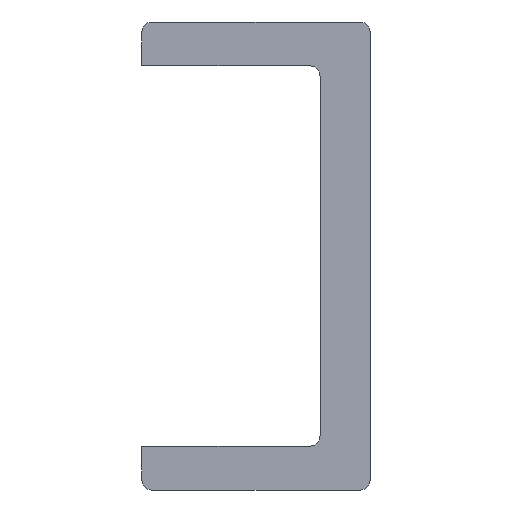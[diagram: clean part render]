
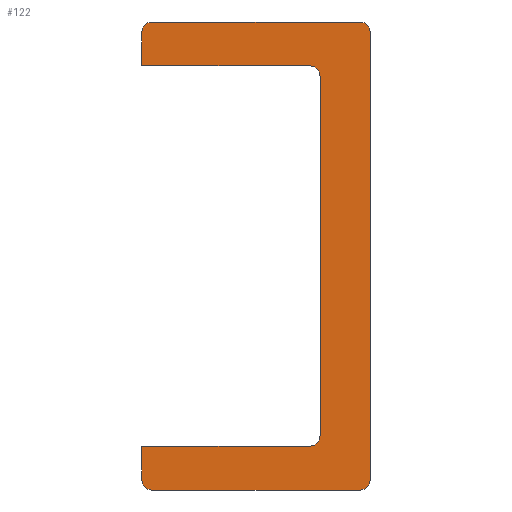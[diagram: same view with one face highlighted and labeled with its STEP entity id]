
A CAD part, front view. The second image highlights one B-rep face of the part: STEP entity #122.
In plain terms, the highlighted planar face has unit normal (0, -1, 0).
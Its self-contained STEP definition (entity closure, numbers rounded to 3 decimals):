
#122 = ADVANCED_FACE( '', ( #348 ), #349, .F. );
#348 = FACE_OUTER_BOUND( '', #653, .T. );
#349 = PLANE( '', #654 );
#653 = EDGE_LOOP( '', ( #1009, #1010, #1011, #1012, #1013, #1014, #1015, #1016, #1017, #1018, #1019, #1020, #1021, #1022 ) );
#654 = AXIS2_PLACEMENT_3D( '', #1023, #1024, #1025 );
#1009 = ORIENTED_EDGE( '', *, *, #1382, .F. );
#1010 = ORIENTED_EDGE( '', *, *, #1442, .T. );
#1011 = ORIENTED_EDGE( '', *, *, #1443, .F. );
#1012 = ORIENTED_EDGE( '', *, *, #1444, .T. );
#1013 = ORIENTED_EDGE( '', *, *, #1445, .F. );
#1014 = ORIENTED_EDGE( '', *, *, #1446, .F. );
#1015 = ORIENTED_EDGE( '', *, *, #1427, .F. );
#1016 = ORIENTED_EDGE( '', *, *, #1415, .F. );
#1017 = ORIENTED_EDGE( '', *, *, #1447, .F. );
#1018 = ORIENTED_EDGE( '', *, *, #1448, .F. );
#1019 = ORIENTED_EDGE( '', *, *, #1390, .F. );
#1020 = ORIENTED_EDGE( '', *, *, #1449, .T. );
#1021 = ORIENTED_EDGE( '', *, *, #1450, .F. );
#1022 = ORIENTED_EDGE( '', *, *, #1451, .T. );
#1023 = CARTESIAN_POINT( '', ( -10.5, 0., 21.5 ) );
#1024 = DIRECTION( '', ( 0., 1., 0. ) );
#1025 = DIRECTION( '', ( 0., 0., 1. ) );
#1382 = EDGE_CURVE( '', #1600, #1602, #1603, .T. );
#1390 = EDGE_CURVE( '', #1614, #1616, #1617, .T. );
#1415 = EDGE_CURVE( '', #1663, #1664, #1665, .T. );
#1427 = EDGE_CURVE( '', #1664, #1682, #1683, .T. );
#1442 = EDGE_CURVE( '', #1600, #1706, #1707, .F. );
#1443 = EDGE_CURVE( '', #1708, #1706, #1709, .T. );
#1444 = EDGE_CURVE( '', #1708, #1710, #1711, .F. );
#1445 = EDGE_CURVE( '', #1712, #1710, #1713, .T. );
#1446 = EDGE_CURVE( '', #1682, #1712, #1714, .T. );
#1447 = EDGE_CURVE( '', #1715, #1663, #1716, .T. );
#1448 = EDGE_CURVE( '', #1616, #1715, #1717, .T. );
#1449 = EDGE_CURVE( '', #1614, #1718, #1719, .F. );
#1450 = EDGE_CURVE( '', #1720, #1718, #1721, .T. );
#1451 = EDGE_CURVE( '', #1720, #1602, #1722, .F. );
#1600 = VERTEX_POINT( '', #1887 );
#1602 = VERTEX_POINT( '', #1890 );
#1603 = LINE( '', #1891, #1892 );
#1614 = VERTEX_POINT( '', #1905 );
#1616 = VERTEX_POINT( '', #1908 );
#1617 = LINE( '', #1909, #1910 );
#1663 = VERTEX_POINT( '', #1957 );
#1664 = VERTEX_POINT( '', #1958 );
#1665 = LINE( '', #1959, #1960 );
#1682 = VERTEX_POINT( '', #1980 );
#1683 = CIRCLE( '', #1981, 1. );
#1706 = VERTEX_POINT( '', #2010 );
#1707 = CIRCLE( '', #2011, 0.9 );
#1708 = VERTEX_POINT( '', #2012 );
#1709 = LINE( '', #2013, #2014 );
#1710 = VERTEX_POINT( '', #2015 );
#1711 = CIRCLE( '', #2016, 0.9 );
#1712 = VERTEX_POINT( '', #2017 );
#1713 = LINE( '', #2018, #2019 );
#1714 = LINE( '', #2020, #2021 );
#1715 = VERTEX_POINT( '', #2022 );
#1716 = CIRCLE( '', #2023, 1. );
#1717 = LINE( '', #2024, #2025 );
#1718 = VERTEX_POINT( '', #2026 );
#1719 = CIRCLE( '', #2027, 0.9 );
#1720 = VERTEX_POINT( '', #2028 );
#1721 = LINE( '', #2029, #2030 );
#1722 = CIRCLE( '', #2031, 0.9 );
#1887 = CARTESIAN_POINT( '', ( 10.5, 0., 20.6 ) );
#1890 = CARTESIAN_POINT( '', ( 10.5, 0., -20.6 ) );
#1891 = CARTESIAN_POINT( '', ( 10.5, 0., 21.5 ) );
#1892 = VECTOR( '', #2229, 1000. );
#1905 = CARTESIAN_POINT( '', ( -10.5, 0., -20.6 ) );
#1908 = CARTESIAN_POINT( '', ( -10.5, 0., -17.5 ) );
#1909 = CARTESIAN_POINT( '', ( -10.5, 0., -21.5 ) );
#1910 = VECTOR( '', #2239, 1000. );
#1957 = CARTESIAN_POINT( '', ( 5.9, 0., -16.5 ) );
#1958 = CARTESIAN_POINT( '', ( 5.9, 0., 16.5 ) );
#1959 = CARTESIAN_POINT( '', ( 5.9, 0., 16.5 ) );
#1960 = VECTOR( '', #2304, 1000. );
#1980 = CARTESIAN_POINT( '', ( 4.9, 0., 17.5 ) );
#1981 = AXIS2_PLACEMENT_3D( '', #2317, #2318, #2319 );
#2010 = CARTESIAN_POINT( '', ( 9.6, 0., 21.5 ) );
#2011 = AXIS2_PLACEMENT_3D( '', #2344, #2345, #2346 );
#2012 = CARTESIAN_POINT( '', ( -9.6, 0., 21.5 ) );
#2013 = CARTESIAN_POINT( '', ( -10.5, 0., 21.5 ) );
#2014 = VECTOR( '', #2347, 1000. );
#2015 = CARTESIAN_POINT( '', ( -10.5, 0., 20.6 ) );
#2016 = AXIS2_PLACEMENT_3D( '', #2348, #2349, #2350 );
#2017 = CARTESIAN_POINT( '', ( -10.5, 0., 17.5 ) );
#2018 = CARTESIAN_POINT( '', ( -10.5, 0., -21.5 ) );
#2019 = VECTOR( '', #2351, 1000. );
#2020 = CARTESIAN_POINT( '', ( 4.9, 0., 17.5 ) );
#2021 = VECTOR( '', #2352, 1000. );
#2022 = CARTESIAN_POINT( '', ( 4.9, 0., -17.5 ) );
#2023 = AXIS2_PLACEMENT_3D( '', #2353, #2354, #2355 );
#2024 = CARTESIAN_POINT( '', ( 4.9, 0., -17.5 ) );
#2025 = VECTOR( '', #2356, 1000. );
#2026 = CARTESIAN_POINT( '', ( -9.6, 0., -21.5 ) );
#2027 = AXIS2_PLACEMENT_3D( '', #2357, #2358, #2359 );
#2028 = CARTESIAN_POINT( '', ( 9.6, 0., -21.5 ) );
#2029 = CARTESIAN_POINT( '', ( 10.5, 0., -21.5 ) );
#2030 = VECTOR( '', #2360, 1000. );
#2031 = AXIS2_PLACEMENT_3D( '', #2361, #2362, #2363 );
#2229 = DIRECTION( '', ( 0., 0., -1. ) );
#2239 = DIRECTION( '', ( 0., 0., 1. ) );
#2304 = DIRECTION( '', ( 0., 0., 1. ) );
#2317 = CARTESIAN_POINT( '', ( 4.9, 0., 16.5 ) );
#2318 = DIRECTION( '', ( 0., -1., 0. ) );
#2319 = DIRECTION( '', ( -1., 0., 0. ) );
#2344 = CARTESIAN_POINT( '', ( 9.6, 0., 20.6 ) );
#2345 = DIRECTION( '', ( 0., 1., 0. ) );
#2346 = DIRECTION( '', ( 0., 0., 1. ) );
#2347 = DIRECTION( '', ( 1., 0., 0. ) );
#2348 = CARTESIAN_POINT( '', ( -9.6, 0., 20.6 ) );
#2349 = DIRECTION( '', ( 0., 1., 0. ) );
#2350 = DIRECTION( '', ( 0., 0., 1. ) );
#2351 = DIRECTION( '', ( 0., 0., 1. ) );
#2352 = DIRECTION( '', ( -1., 0., 0. ) );
#2353 = CARTESIAN_POINT( '', ( 4.9, 0., -16.5 ) );
#2354 = DIRECTION( '', ( 0., -1., 0. ) );
#2355 = DIRECTION( '', ( -1., 0., 0. ) );
#2356 = DIRECTION( '', ( 1., 0., 0. ) );
#2357 = CARTESIAN_POINT( '', ( -9.6, 0., -20.6 ) );
#2358 = DIRECTION( '', ( 0., 1., 0. ) );
#2359 = DIRECTION( '', ( 0., 0., 1. ) );
#2360 = DIRECTION( '', ( -1., 0., 0. ) );
#2361 = CARTESIAN_POINT( '', ( 9.6, 0., -20.6 ) );
#2362 = DIRECTION( '', ( 0., 1., 0. ) );
#2363 = DIRECTION( '', ( 0., 0., 1. ) );
